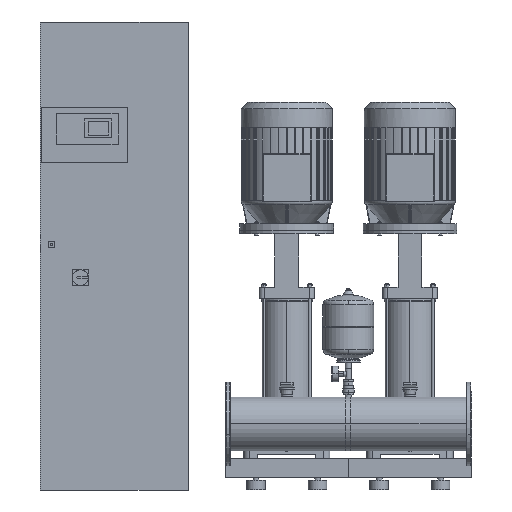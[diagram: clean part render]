
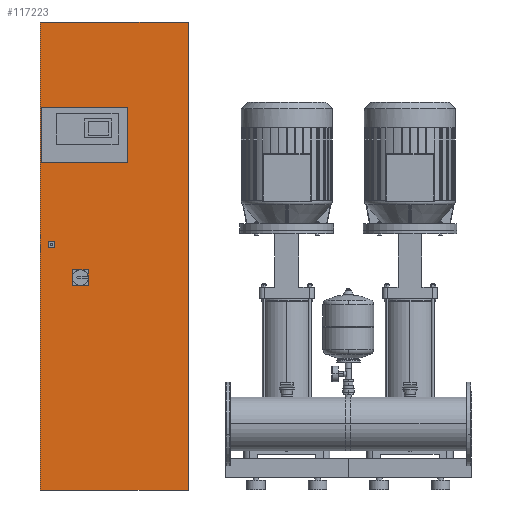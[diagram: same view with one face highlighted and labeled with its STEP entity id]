
A CAD part, front view. The second image highlights one B-rep face of the part: STEP entity #117223.
In plain terms, the highlighted planar face has unit normal (0, -1, 0).
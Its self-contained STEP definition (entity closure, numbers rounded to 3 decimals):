
#117116=CARTESIAN_POINT('',(-450.,-250.,950.0));
#117117=DIRECTION('',(0.0,-1.0,0.0));
#117118=DIRECTION('',(1.0,0.0,0.0));
#117119=AXIS2_PLACEMENT_3D('',#117116,#117117,#117118);
#117120=PLANE('',#117119);
#117121=CARTESIAN_POINT('',(-750.,-250.,1900.0));
#117122=VERTEX_POINT('',#117121);
#117123=CARTESIAN_POINT('',(-150.,-250.,1900.0));
#117124=VERTEX_POINT('',#117123);
#117125=CARTESIAN_POINT('',(-750.,-250.,1900.0));
#117126=DIRECTION('',(1.0,0.0,0.0));
#117127=VECTOR('',#117126,600.);
#117128=LINE('',#117125,#117127);
#117129=EDGE_CURVE('',#117122,#117124,#117128,.T.);
#117130=ORIENTED_EDGE('',*,*,#117129,.F.);
#117131=CARTESIAN_POINT('',(-750.0,-250.,0.));
#117132=VERTEX_POINT('',#117131);
#117133=CARTESIAN_POINT('',(-750.0,-250.,0.));
#117134=DIRECTION('',(0.0,0.0,1.0));
#117135=VECTOR('',#117134,1900.0);
#117136=LINE('',#117133,#117135);
#117137=EDGE_CURVE('',#117132,#117122,#117136,.T.);
#117138=ORIENTED_EDGE('',*,*,#117137,.F.);
#117139=CARTESIAN_POINT('',(-150.0,-250.,0.));
#117140=VERTEX_POINT('',#117139);
#117141=CARTESIAN_POINT('',(-150.0,-250.,0.));
#117142=DIRECTION('',(-1.0,0.0,0.0));
#117143=VECTOR('',#117142,600.0);
#117144=LINE('',#117141,#117143);
#117145=EDGE_CURVE('',#117140,#117132,#117144,.T.);
#117146=ORIENTED_EDGE('',*,*,#117145,.F.);
#117147=CARTESIAN_POINT('',(-150.,-250.,1900.0));
#117148=DIRECTION('',(0.0,0.0,-1.0));
#117149=VECTOR('',#117148,1900.0);
#117150=LINE('',#117147,#117149);
#117151=EDGE_CURVE('',#117124,#117140,#117150,.T.);
#117152=ORIENTED_EDGE('',*,*,#117151,.F.);
#117153=EDGE_LOOP('',(#117130,#117138,#117146,#117152));
#117154=FACE_OUTER_BOUND('',#117153,.T.);
#117155=CARTESIAN_POINT('',(-745.,-250.,1329.0));
#117156=VERTEX_POINT('',#117155);
#117157=CARTESIAN_POINT('',(-745.,-250.,1554.0));
#117158=VERTEX_POINT('',#117157);
#117159=CARTESIAN_POINT('',(-745.,-250.,1329.0));
#117160=DIRECTION('',(0.0,0.0,1.0));
#117161=VECTOR('',#117160,225.0);
#117162=LINE('',#117159,#117161);
#117163=EDGE_CURVE('',#117156,#117158,#117162,.T.);
#117164=ORIENTED_EDGE('',*,*,#117163,.T.);
#117165=CARTESIAN_POINT('',(-395.,-250.,1554.0));
#117166=VERTEX_POINT('',#117165);
#117167=CARTESIAN_POINT('',(-745.,-250.,1554.0));
#117168=DIRECTION('',(1.0,0.0,0.0));
#117169=VECTOR('',#117168,350.0);
#117170=LINE('',#117167,#117169);
#117171=EDGE_CURVE('',#117158,#117166,#117170,.T.);
#117172=ORIENTED_EDGE('',*,*,#117171,.T.);
#117173=CARTESIAN_POINT('',(-395.,-250.,1329.0));
#117174=VERTEX_POINT('',#117173);
#117175=CARTESIAN_POINT('',(-395.,-250.,1554.0));
#117176=DIRECTION('',(0.0,0.0,-1.0));
#117177=VECTOR('',#117176,225.0);
#117178=LINE('',#117175,#117177);
#117179=EDGE_CURVE('',#117166,#117174,#117178,.T.);
#117180=ORIENTED_EDGE('',*,*,#117179,.T.);
#117181=CARTESIAN_POINT('',(-395.,-250.,1329.0));
#117182=DIRECTION('',(-1.0,0.0,0.0));
#117183=VECTOR('',#117182,350.);
#117184=LINE('',#117181,#117183);
#117185=EDGE_CURVE('',#117174,#117156,#117184,.T.);
#117186=ORIENTED_EDGE('',*,*,#117185,.T.);
#117187=EDGE_LOOP('',(#117164,#117172,#117180,#117186));
#117188=FACE_BOUND('',#117187,.T.);
#117189=CARTESIAN_POINT('',(-717.,-250.,1009.));
#117190=VERTEX_POINT('',#117189);
#117191=CARTESIAN_POINT('',(-692.,-250.,1009.));
#117192=VERTEX_POINT('',#117191);
#117193=CARTESIAN_POINT('',(-717.,-250.,1009.));
#117194=DIRECTION('',(1.0,0.0,0.0));
#117195=VECTOR('',#117194,25.0);
#117196=LINE('',#117193,#117195);
#117197=EDGE_CURVE('',#117190,#117192,#117196,.T.);
#117198=ORIENTED_EDGE('',*,*,#117197,.T.);
#117199=CARTESIAN_POINT('',(-692.,-250.,984.));
#117200=VERTEX_POINT('',#117199);
#117201=CARTESIAN_POINT('',(-692.,-250.,1009.));
#117202=DIRECTION('',(0.0,0.0,-1.0));
#117203=VECTOR('',#117202,25.0);
#117204=LINE('',#117201,#117203);
#117205=EDGE_CURVE('',#117192,#117200,#117204,.T.);
#117206=ORIENTED_EDGE('',*,*,#117205,.T.);
#117207=CARTESIAN_POINT('',(-717.,-250.,984.));
#117208=VERTEX_POINT('',#117207);
#117209=CARTESIAN_POINT('',(-692.,-250.,984.));
#117210=DIRECTION('',(-1.0,0.0,0.0));
#117211=VECTOR('',#117210,25.0);
#117212=LINE('',#117209,#117211);
#117213=EDGE_CURVE('',#117200,#117208,#117212,.T.);
#117214=ORIENTED_EDGE('',*,*,#117213,.T.);
#117215=CARTESIAN_POINT('',(-717.,-250.,984.));
#117216=DIRECTION('',(0.0,0.0,1.0));
#117217=VECTOR('',#117216,25.0);
#117218=LINE('',#117215,#117217);
#117219=EDGE_CURVE('',#117208,#117190,#117218,.T.);
#117220=ORIENTED_EDGE('',*,*,#117219,.T.);
#117221=EDGE_LOOP('',(#117198,#117206,#117214,#117220));
#117222=FACE_BOUND('',#117221,.T.);
#117223=ADVANCED_FACE('',(#117154,#117188,#117222),#117120,.T.);
